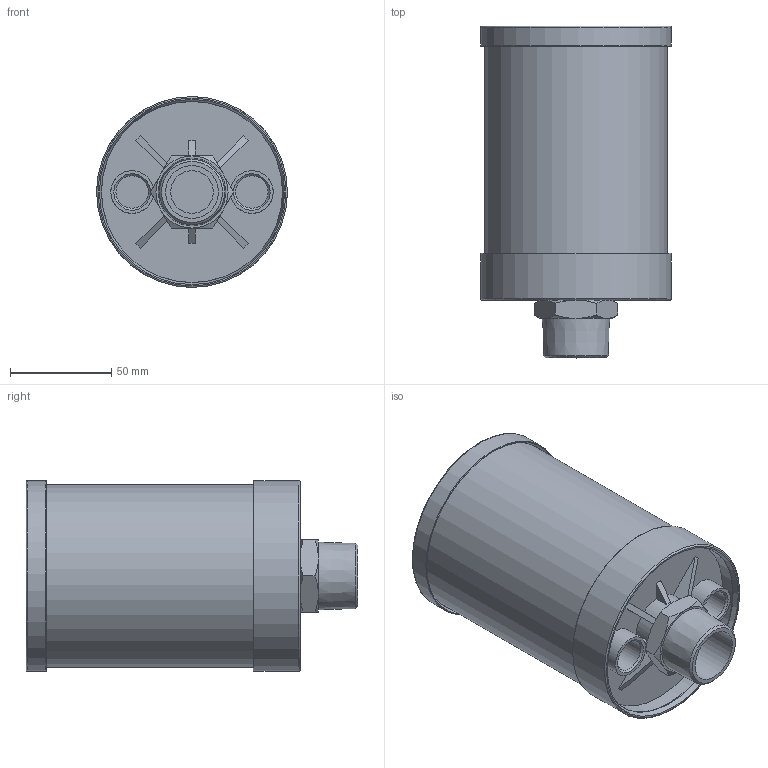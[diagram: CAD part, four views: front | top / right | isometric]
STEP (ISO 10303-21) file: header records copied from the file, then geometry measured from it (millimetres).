
FILE_DESCRIPTION (( 'STEP AP214' ), '1' );
FILE_NAME ('05.0020.02 VV-D_2M_F_00_P3_XC_N1m.STEP', '2024-07-17T13:54:05', ( '' ), ( '' ), 'SwSTEP 2.0', 'SolidWorks 2020', '' );
FILE_SCHEMA (( 'AUTOMOTIVE_DESIGN' ));
Length unit declared in the file: millimetre
Products named in the file (1): 05.0020.02 VV-D_2M_F_00_P3_XC_N1m
Bounding box: 94 x 163.5 x 94 mm (x, y, z)
Volume: 182945.1 mm3; surface area: 127608.4 mm2
Topology: 4 solids, 4 shells, 111 faces, 249 edges, 159 vertices
Faces by surface type: plane 53, cylinder 27, cone 24, torus 7
Full cylindrical faces by diameter (mm): 16 x2, 21 x3, 24.12 x1, 26 x1, 31 x1, 31.5 x1, 39 x1, 78 x2, 83.5 x1, 89.2 x1, 90 x1, 91 x2, 94 x2
Entity records: 4226 total; most frequent: CARTESIAN_POINT 646, DIRECTION 492, ORIENTED_EDGE 400, AXIS2_PLACEMENT_3D 210, EDGE_CURVE 200, EDGE_LOOP 172, VERTEX_POINT 148, FACE_OUTER_BOUND 137
